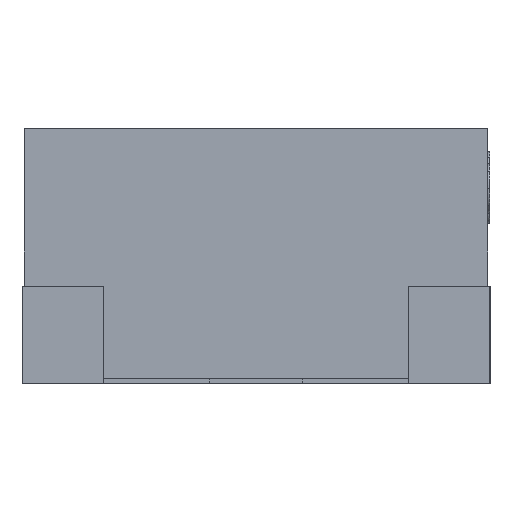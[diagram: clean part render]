
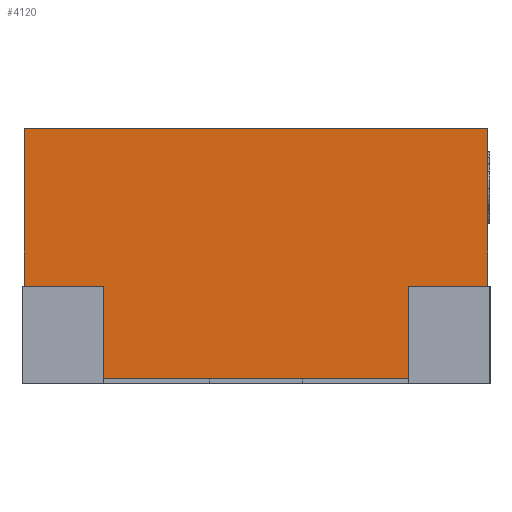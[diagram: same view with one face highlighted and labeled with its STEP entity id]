
A CAD part, left-side view. The second image highlights one B-rep face of the part: STEP entity #4120.
In plain terms, the highlighted planar face has unit normal (-1, 0, 0).
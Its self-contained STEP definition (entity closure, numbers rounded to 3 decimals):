
#56 = ORIENTED_EDGE ( 'NONE', *, *, #7432, .T. ) ;
#162 = CARTESIAN_POINT ( 'NONE',  ( -3., 1., 1.08 ) ) ;
#453 = DIRECTION ( 'NONE',  ( 0., -1., 0. ) ) ;
#676 = CARTESIAN_POINT ( 'NONE',  ( -3., 1., 0.4 ) ) ;
#913 = CARTESIAN_POINT ( 'NONE',  ( -3., 1., 1.08 ) ) ;
#1272 = EDGE_CURVE ( 'NONE', #5652, #12448, #11225, .T. ) ;
#1391 = VERTEX_POINT ( 'NONE', #1907 ) ;
#1419 = DIRECTION ( 'NONE',  ( 0., -1., 0. ) ) ;
#1659 = VERTEX_POINT ( 'NONE', #5952 ) ;
#1801 = ORIENTED_EDGE ( 'NONE', *, *, #6366, .F. ) ;
#1907 = CARTESIAN_POINT ( 'NONE',  ( -3., -1., 0.4 ) ) ;
#2057 = DIRECTION ( 'NONE',  ( 0., 0., -1. ) ) ;
#2189 = ORIENTED_EDGE ( 'NONE', *, *, #1272, .T. ) ;
#2839 = LINE ( 'NONE', #7439, #12871 ) ;
#2845 = ORIENTED_EDGE ( 'NONE', *, *, #13759, .F. ) ;
#3035 = VECTOR ( 'NONE', #12953, 1000. ) ;
#3088 = DIRECTION ( 'NONE',  ( 0., 0., -1. ) ) ;
#3215 = VECTOR ( 'NONE', #14212, 1000. ) ;
#3483 = VECTOR ( 'NONE', #453, 1000. ) ;
#3873 = CARTESIAN_POINT ( 'NONE',  ( -3., 1., 0.4 ) ) ;
#4120 = ADVANCED_FACE ( 'NONE', ( #6477 ), #10115, .F. ) ;
#4121 = CARTESIAN_POINT ( 'NONE',  ( -3., 0.66, 0. ) ) ;
#4367 = DIRECTION ( 'NONE',  ( 0., 0., -1. ) ) ;
#4794 = ORIENTED_EDGE ( 'NONE', *, *, #6277, .T. ) ;
#4974 = ORIENTED_EDGE ( 'NONE', *, *, #5297, .T. ) ;
#5157 = EDGE_LOOP ( 'NONE', ( #4974, #2189, #2845, #1801, #10324, #56, #11001, #4794 ) ) ;
#5297 = EDGE_CURVE ( 'NONE', #6544, #5652, #11781, .T. ) ;
#5342 = AXIS2_PLACEMENT_3D ( 'NONE', #11021, #6553, #3088 ) ;
#5652 = VERTEX_POINT ( 'NONE', #14200 ) ;
#5653 = VECTOR ( 'NONE', #10727, 1000. ) ;
#5831 = VECTOR ( 'NONE', #2057, 1000. ) ;
#5952 = CARTESIAN_POINT ( 'NONE',  ( -3., 0.66, 0.4 ) ) ;
#6277 = EDGE_CURVE ( 'NONE', #1659, #6544, #12346, .T. ) ;
#6366 = EDGE_CURVE ( 'NONE', #6865, #1391, #7851, .T. ) ;
#6477 = FACE_OUTER_BOUND ( 'NONE', #5157, .T. ) ;
#6544 = VERTEX_POINT ( 'NONE', #4121 ) ;
#6553 = DIRECTION ( 'NONE',  ( 1., 0., 0. ) ) ;
#6865 = VERTEX_POINT ( 'NONE', #14820 ) ;
#6914 = CARTESIAN_POINT ( 'NONE',  ( -3., 0.66, 1.08 ) ) ;
#7432 = EDGE_CURVE ( 'NONE', #11090, #12267, #12119, .T. ) ;
#7439 = CARTESIAN_POINT ( 'NONE',  ( -3., 1., 1.08 ) ) ;
#7851 = LINE ( 'NONE', #11580, #3035 ) ;
#8260 = LINE ( 'NONE', #3873, #3215 ) ;
#8753 = DIRECTION ( 'NONE',  ( 0., 0., 1. ) ) ;
#8999 = EDGE_CURVE ( 'NONE', #11090, #6865, #2839, .T. ) ;
#9368 = LINE ( 'NONE', #12814, #5653 ) ;
#10115 = PLANE ( 'NONE',  #5342 ) ;
#10324 = ORIENTED_EDGE ( 'NONE', *, *, #8999, .F. ) ;
#10410 = VECTOR ( 'NONE', #8753, 1000. ) ;
#10727 = DIRECTION ( 'NONE',  ( 0., 1., 0. ) ) ;
#11001 = ORIENTED_EDGE ( 'NONE', *, *, #13227, .F. ) ;
#11021 = CARTESIAN_POINT ( 'NONE',  ( -3., 1., 1.08 ) ) ;
#11090 = VERTEX_POINT ( 'NONE', #162 ) ;
#11225 = LINE ( 'NONE', #12478, #10410 ) ;
#11554 = CARTESIAN_POINT ( 'NONE',  ( -3., -0.66, 0.4 ) ) ;
#11580 = CARTESIAN_POINT ( 'NONE',  ( -3., -1., 1.08 ) ) ;
#11781 = LINE ( 'NONE', #12935, #3483 ) ;
#12119 = LINE ( 'NONE', #913, #5831 ) ;
#12267 = VERTEX_POINT ( 'NONE', #676 ) ;
#12346 = LINE ( 'NONE', #6914, #13618 ) ;
#12448 = VERTEX_POINT ( 'NONE', #11554 ) ;
#12478 = CARTESIAN_POINT ( 'NONE',  ( -3., -0.66, 1.08 ) ) ;
#12814 = CARTESIAN_POINT ( 'NONE',  ( -3., 1., 0.4 ) ) ;
#12871 = VECTOR ( 'NONE', #1419, 1000. ) ;
#12935 = CARTESIAN_POINT ( 'NONE',  ( -3., 1., 0. ) ) ;
#12953 = DIRECTION ( 'NONE',  ( 0., 0., -1. ) ) ;
#13227 = EDGE_CURVE ( 'NONE', #1659, #12267, #8260, .T. ) ;
#13618 = VECTOR ( 'NONE', #4367, 1000. ) ;
#13759 = EDGE_CURVE ( 'NONE', #1391, #12448, #9368, .T. ) ;
#14200 = CARTESIAN_POINT ( 'NONE',  ( -3., -0.66, 0. ) ) ;
#14212 = DIRECTION ( 'NONE',  ( 0., 1., 0. ) ) ;
#14820 = CARTESIAN_POINT ( 'NONE',  ( -3., -1., 1.08 ) ) ;
